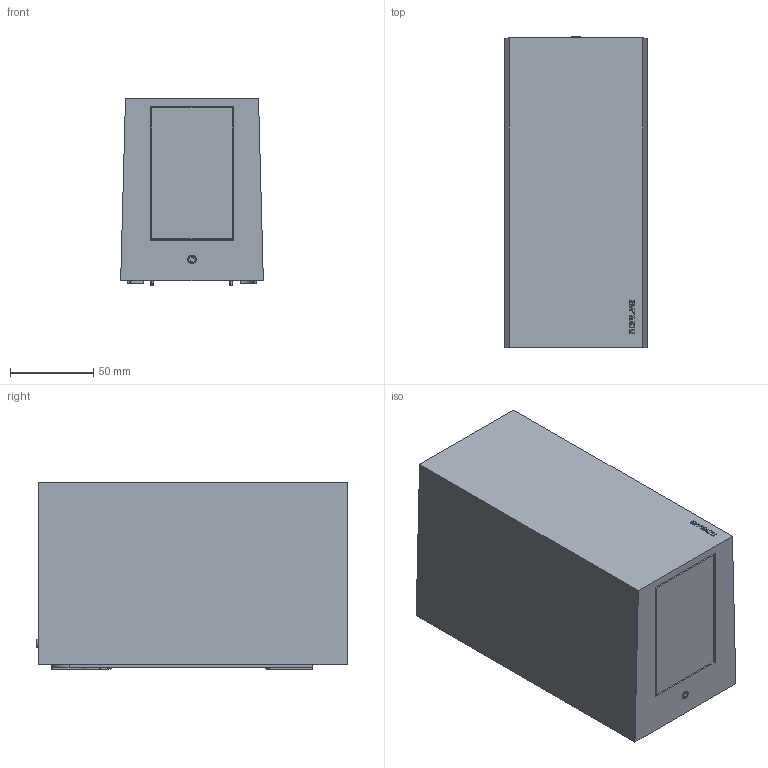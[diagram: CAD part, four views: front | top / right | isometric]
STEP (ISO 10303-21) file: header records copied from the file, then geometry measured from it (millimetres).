
FILE_DESCRIPTION (( 'STEP AP203' ), '1' );
FILE_NAME ('Lillehammer.STEP', '2025-10-22T09:30:26', ( '' ), ( '' ), 'SwSTEP 2.0', 'SolidWorks 2024', '' );
FILE_SCHEMA (( 'CONFIG_CONTROL_DESIGN' ));
Length unit declared in the file: millimetre
Products named in the file (10): M90W5_MOCOWANIE KORPUSU_rs_W5 obr; Lillehammer; W4_SZYBKA_M90_rs_Z ramka; M90W5_KORPUS kom_rs_W5 Socz-szyb; Wkr docisk b łba M5x_rs_M5 x 14; M90W5_KORPUS_rs_W5obr; Wkr docisk b łba M5x_rs_M5 x 12; M90W5_Uszczelka_rs; M90W5_MOC KORPUSU KOM_rs_W5; PPM94_ASKER_USZCZELKA W1 PRZEWODU_rs
Assembly tree (11 placements, depth 3):
  Lillehammer
    M90W5_MOC KORPUSU KOM_rs_W5
      M90W5_MOCOWANIE KORPUSU_rs_W5 obr
      PPM94_ASKER_USZCZELKA W1 PRZEWODU_rs  x2
      M90W5_Uszczelka_rs
    M90W5_KORPUS kom_rs_W5 Socz-szyb
      M90W5_KORPUS_rs_W5obr
      W4_SZYBKA_M90_rs_Z ramka  x2
    Wkr docisk b łba M5x_rs_M5 x 14
    Wkr docisk b łba M5x_rs_M5 x 12
Bounding box: 85.76 x 187.06 x 113 mm (x, y, z)
Volume: 571073.1 mm3; surface area: 238421.7 mm2
Topology: 9 solids, 9 shells, 1492 faces, 3591 edges, 2174 vertices
Faces by surface type: plane 572, bspline 331, cylinder 323, torus 105, cone 101, sphere 60
Entity records: 46555 total; most frequent: CARTESIAN_POINT 17420, ORIENTED_EDGE 6196, DIRECTION 5329, EDGE_CURVE 3098, VERTEX_POINT 1870, AXIS2_PLACEMENT_3D 1866, LINE 1597, VECTOR 1597
